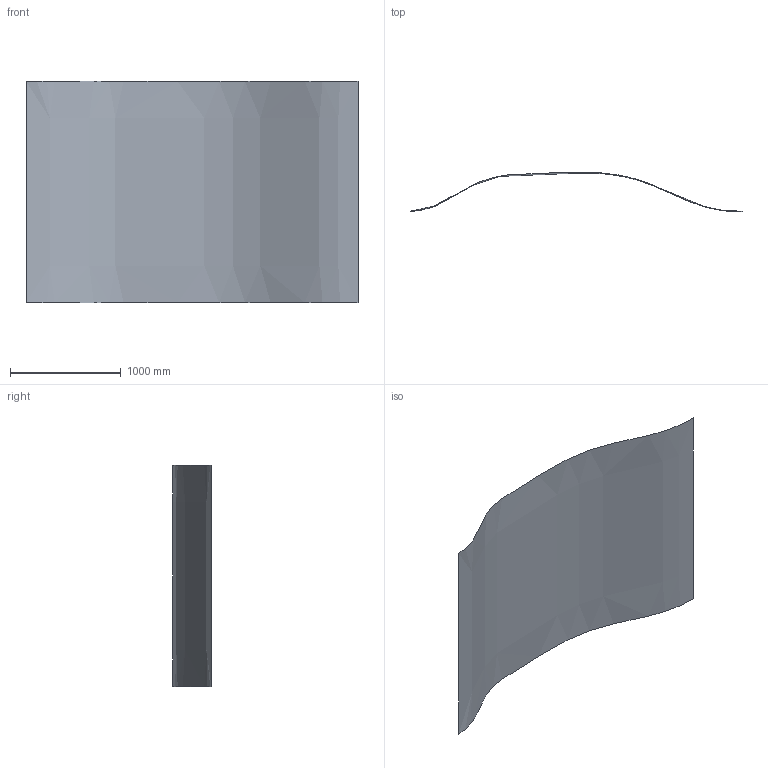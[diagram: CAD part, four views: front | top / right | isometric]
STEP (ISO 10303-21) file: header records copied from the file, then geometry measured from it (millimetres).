
FILE_DESCRIPTION(('CATIA V5 STEP Exchange'),'2;1');
FILE_NAME('ExtrudeSurface.stp','2024-07-10T08:47:30+00:00',('none'),('none'),'CATIA Version 5 Release 21 GA (IN-10)','CATIA V5 STEP AP203','none');
FILE_SCHEMA(('CONFIG_CONTROL_DESIGN'));
Length unit declared in the file: millimetre
Products named in the file (1): Part1
Bounding box: 3000 x 351.29 x 2000 mm (x, y, z)
Surface area: 6257881.2 mm2 (no closed solid volume)
Topology: 0 solids, 1 shells, 1 faces, 8 edges, 13 vertices
Faces by surface type: extrusion 1
Entity records: 284 total; most frequent: CARTESIAN_POINT 192, B_SPLINE_CURVE_WITH_KNOTS 7, COMPOSITE_CURVE_SEGMENT 4, ORIENTED_EDGE 4, CC_DESIGN_PERSON_AND_ORGANIZATION_ASSIGNMENT 4, PERSON_AND_ORGANIZATION_ROLE 4, EDGE_CURVE 4, TRIMMED_CURVE 4
